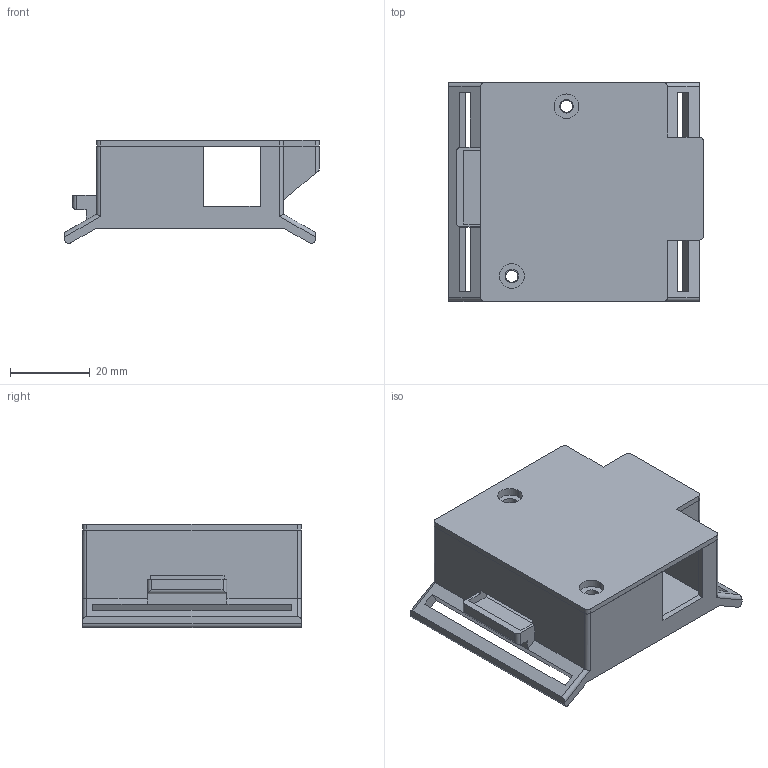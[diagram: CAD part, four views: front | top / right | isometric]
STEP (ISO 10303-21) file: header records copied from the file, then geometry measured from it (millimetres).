
FILE_DESCRIPTION (( 'STEP AP214' ), '1' );
FILE_NAME ('Main蚾饜极.STEP', '2022-08-15T09:59:44', ( '' ), ( '' ), 'SwSTEP 2.0', 'SolidWorks 2022', '' );
FILE_SCHEMA (( 'AUTOMOTIVE_DESIGN' ));
Length unit declared in the file: millimetre
Products named in the file (3): Cover; Main装配体; Main-Working
Assembly tree (2 placements, depth 2):
  Main装配体
    Main-Working
    Cover
Bounding box: 64 x 55 x 25.89 mm (x, y, z)
Volume: 21213.8 mm3; surface area: 22101.5 mm2
Topology: 2 solids, 2 shells, 137 faces, 364 edges, 240 vertices
Faces by surface type: plane 96, cylinder 41
Entity records: 4356 total; most frequent: CARTESIAN_POINT 782, ORIENTED_EDGE 728, DIRECTION 700, EDGE_CURVE 364, LINE 288, VECTOR 288, VERTEX_POINT 240, AXIS2_PLACEMENT_3D 206
